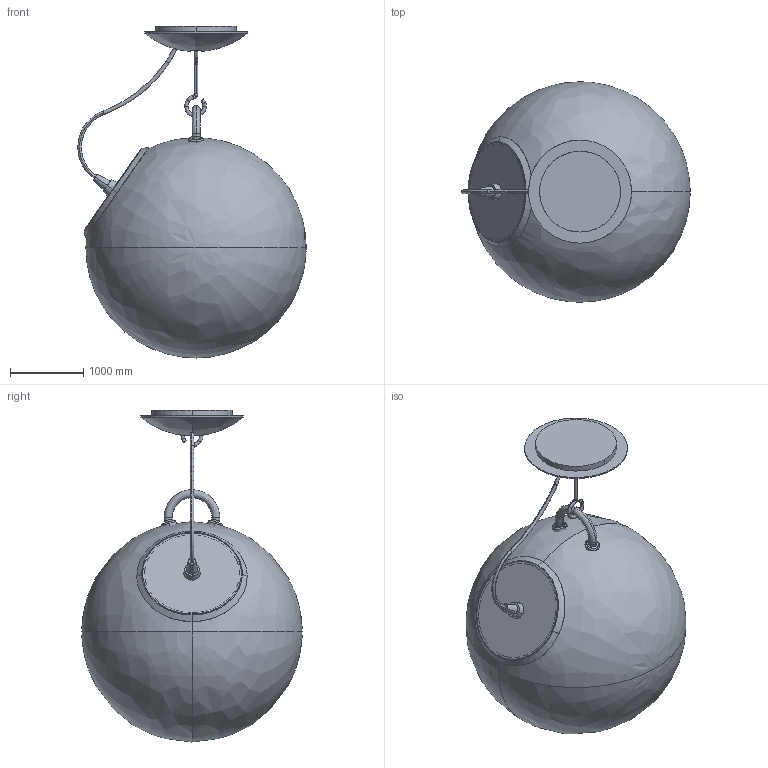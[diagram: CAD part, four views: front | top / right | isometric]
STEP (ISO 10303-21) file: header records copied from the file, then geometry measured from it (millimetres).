
FILE_DESCRIPTION(/* description */ (''),/* implementation_level */ '2;1');
FILE_NAME(/* name */ 'Miconos_Soffitto_3D 2',/* time_stamp */ '2012-01-19T11:05:56+01:00',/* author */ (''),/* organization */ (''),/* preprocessor_version */ 'ST-DEVELOPER v10',/* originating_system */ '',/* authorisation */ '');
FILE_SCHEMA (('CONFIG_CONTROL_DESIGN'));
Length unit declared in the file: centimetre
Products named in the file (1): 1
Bounding box: 3110.29 x 3000 x 4520 mm (x, y, z)
Volume: 1551071007.8 mm3; surface area: 43413176.4 mm2
Topology: 6 solids, 8 shells, 222 faces, 485 edges, 279 vertices
Faces by surface type: bspline 200, plane 22
Entity records: 8056 total; most frequent: CARTESIAN_POINT 5398, ORIENTED_EDGE 948, EDGE_CURVE 477, VERTEX_POINT 279, EDGE_LOOP 232, ADVANCED_FACE 222, FACE_OUTER_BOUND 222, B_SPLINE_CURVE_WITH_KNOTS 87
